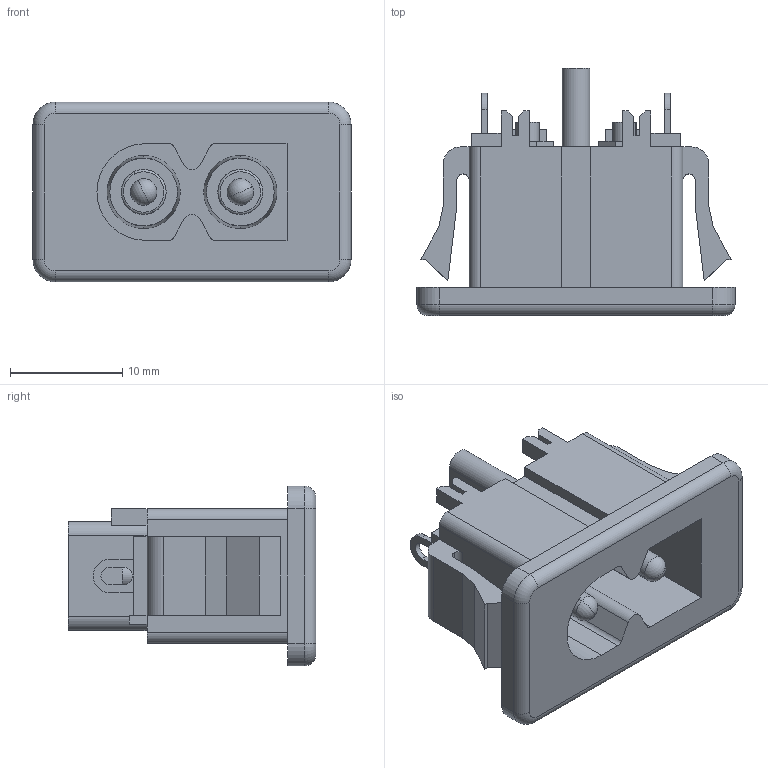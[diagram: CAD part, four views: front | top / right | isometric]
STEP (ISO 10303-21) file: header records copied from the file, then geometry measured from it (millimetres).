
FILE_DESCRIPTION (( 'STEP AP214' ), '1' );
FILE_NAME ('RF-180-K.STEP', '2019-08-14T02:47:47', ( '' ), ( '' ), 'SwSTEP 2.0', 'SolidWorks 2016', '' );
FILE_SCHEMA (( 'AUTOMOTIVE_DESIGN' ));
Length unit declared in the file: millimetre
Products named in the file (4): RF190-003; RF180-002G; RF180L; RF-180-K
Assembly tree (5 placements, depth 2):
  RF-180-K
    RF180L
    RF180-002G  x2
    RF190-003  x2
Bounding box: 28.3 x 22 x 16 mm (x, y, z)
Volume: 2939.6 mm3; surface area: 4029.8 mm2
Topology: 7 solids, 7 shells, 255 faces, 640 edges, 412 vertices
Faces by surface type: plane 146, cylinder 77, torus 16, cone 12, sphere 4
Entity records: 6289 total; most frequent: DIRECTION 1077, CARTESIAN_POINT 1061, ORIENTED_EDGE 1030, EDGE_CURVE 515, LINE 373, VECTOR 373, AXIS2_PLACEMENT_3D 352, VERTEX_POINT 336
